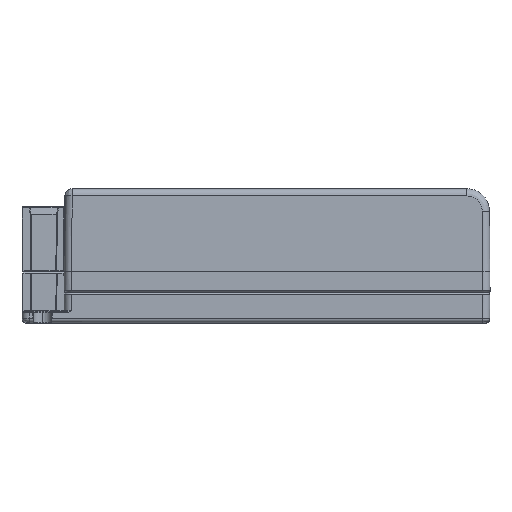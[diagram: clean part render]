
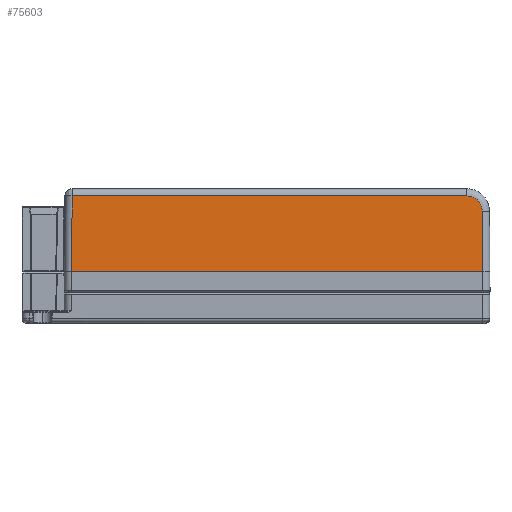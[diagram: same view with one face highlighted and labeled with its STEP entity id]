
A CAD part, top view. The second image highlights one B-rep face of the part: STEP entity #75603.
In plain terms, the highlighted planar face has unit normal (0, 0.009, 1).
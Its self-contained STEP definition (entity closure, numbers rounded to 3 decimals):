
#3372 = EDGE_LOOP ( 'NONE', ( #86269, #79844, #75433, #100089, #86922 ) ) ;
#5674 = B_SPLINE_CURVE_WITH_KNOTS ( 'NONE', 3,
 ( #37985, #46126, #54200, #62642, #5857, #78522, #61248, #29518, #94367, #61597 ),
 .UNSPECIFIED., .F., .F.,
 ( 4, 2, 2, 2, 4 ),
 ( 0., 0.25, 0.5, 0.75, 1. ),
 .UNSPECIFIED. ) ;
#5857 = CARTESIAN_POINT ( 'NONE',  ( 99.964, 15.94, 33.361 ) ) ;
#8603 = CARTESIAN_POINT ( 'NONE',  ( 97.885, 16.614, 33.355 ) ) ;
#10619 = EDGE_CURVE ( 'NONE', #94683, #45160, #100498, .T. ) ;
#11023 = VECTOR ( 'NONE', #40726, 1000. ) ;
#23651 = LINE ( 'NONE', #84756, #11023 ) ;
#29518 = CARTESIAN_POINT ( 'NONE',  ( 101.189, 14.128, 33.377 ) ) ;
#30199 = DIRECTION ( 'NONE',  ( -0.009, 1., -0.009 ) ) ;
#30801 = DIRECTION ( 'NONE',  ( 1., 0., 0. ) ) ;
#37985 = CARTESIAN_POINT ( 'NONE',  ( 97.885, 16.614, 33.355 ) ) ;
#40074 = FACE_OUTER_BOUND ( 'NONE', #3372, .T. ) ;
#40726 = DIRECTION ( 'NONE',  ( 1., 0., 0. ) ) ;
#45160 = VERTEX_POINT ( 'NONE', #48007 ) ;
#46126 = CARTESIAN_POINT ( 'NONE',  ( 98.327, 16.614, 33.355 ) ) ;
#48007 = CARTESIAN_POINT ( 'NONE',  ( 101.284, 13.244, 33.384 ) ) ;
#48491 = VERTEX_POINT ( 'NONE', #87102 ) ;
#53828 = CARTESIAN_POINT ( 'NONE',  ( 101.4, 0., 33.5 ) ) ;
#53885 = VERTEX_POINT ( 'NONE', #101298 ) ;
#54200 = CARTESIAN_POINT ( 'NONE',  ( 98.77, 16.526, 33.356 ) ) ;
#54764 = EDGE_CURVE ( 'NONE', #48491, #93726, #59402, .T. ) ;
#57575 = VECTOR ( 'NONE', #30199, 1000. ) ;
#58172 = AXIS2_PLACEMENT_3D ( 'NONE', #70593, #87183, #62862 ) ;
#59402 = LINE ( 'NONE', #104490, #74584 ) ;
#61248 = CARTESIAN_POINT ( 'NONE',  ( 100.845, 14.943, 33.37 ) ) ;
#61597 = CARTESIAN_POINT ( 'NONE',  ( 101.284, 13.244, 33.384 ) ) ;
#62642 = CARTESIAN_POINT ( 'NONE',  ( 99.588, 16.19, 33.359 ) ) ;
#62862 = DIRECTION ( 'NONE',  ( 0., -1., 0.009 ) ) ;
#65989 = EDGE_CURVE ( 'NONE', #48491, #53885, #78652, .T. ) ;
#68853 = PLANE ( 'NONE',  #58172 ) ;
#70593 = CARTESIAN_POINT ( 'NONE',  ( 103., 0., 33.5 ) ) ;
#71307 = CARTESIAN_POINT ( 'NONE',  ( 11.045, 16.614, 33.355 ) ) ;
#72361 = VECTOR ( 'NONE', #78031, 1000. ) ;
#74584 = VECTOR ( 'NONE', #30801, 1000. ) ;
#75433 = ORIENTED_EDGE ( 'NONE', *, *, #87041, .T. ) ;
#75603 = ADVANCED_FACE ( 'NONE', ( #40074 ), #68853, .T. ) ;
#76005 = CARTESIAN_POINT ( 'NONE',  ( 101.4, 0., 33.5 ) ) ;
#78031 = DIRECTION ( 'NONE',  ( -0.009, -1., 0.009 ) ) ;
#78522 = CARTESIAN_POINT ( 'NONE',  ( 100.593, 15.317, 33.366 ) ) ;
#78652 = LINE ( 'NONE', #71307, #72361 ) ;
#79844 = ORIENTED_EDGE ( 'NONE', *, *, #65989, .T. ) ;
#84756 = CARTESIAN_POINT ( 'NONE',  ( 103., 0., 33.5 ) ) ;
#86269 = ORIENTED_EDGE ( 'NONE', *, *, #54764, .F. ) ;
#86922 = ORIENTED_EDGE ( 'NONE', *, *, #95596, .F. ) ;
#87041 = EDGE_CURVE ( 'NONE', #53885, #94683, #23651, .T. ) ;
#87102 = CARTESIAN_POINT ( 'NONE',  ( 11.045, 16.614, 33.355 ) ) ;
#87183 = DIRECTION ( 'NONE',  ( 0., 0.009, 1. ) ) ;
#93726 = VERTEX_POINT ( 'NONE', #8603 ) ;
#94367 = CARTESIAN_POINT ( 'NONE',  ( 101.281, 13.686, 33.381 ) ) ;
#94683 = VERTEX_POINT ( 'NONE', #76005 ) ;
#95596 = EDGE_CURVE ( 'NONE', #93726, #45160, #5674, .T. ) ;
#100089 = ORIENTED_EDGE ( 'NONE', *, *, #10619, .T. ) ;
#100498 = LINE ( 'NONE', #53828, #57575 ) ;
#101298 = CARTESIAN_POINT ( 'NONE',  ( 10.9, 0., 33.5 ) ) ;
#104490 = CARTESIAN_POINT ( 'NONE',  ( 98.2, 16.614, 33.355 ) ) ;
